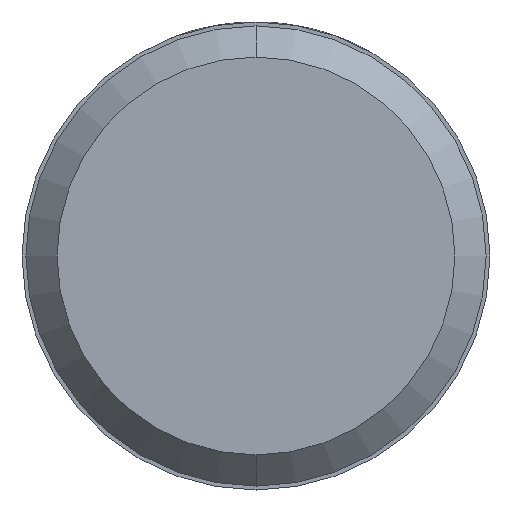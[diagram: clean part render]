
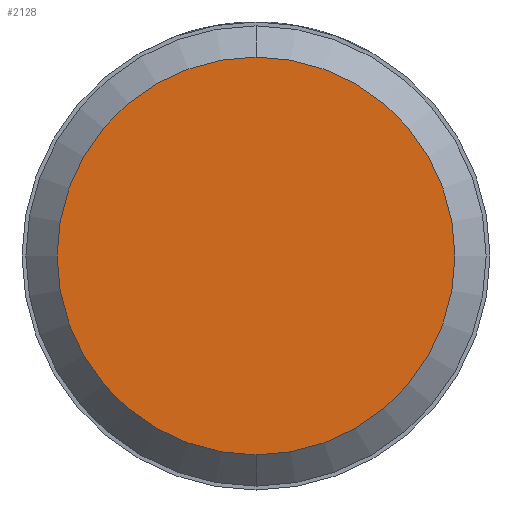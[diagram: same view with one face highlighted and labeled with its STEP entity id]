
A CAD part, front view. The second image highlights one B-rep face of the part: STEP entity #2128.
In plain terms, the highlighted planar face has unit normal (0, -1, 0).
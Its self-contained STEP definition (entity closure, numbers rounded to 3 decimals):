
#280 = CARTESIAN_POINT ( 'NONE',  ( 0., 0., 12.75 ) ) ;
#484 = EDGE_CURVE ( 'NONE', #2451, #2623, #527, .T. ) ;
#496 = DIRECTION ( 'NONE',  ( 0., -1., 0. ) ) ;
#498 = ORIENTED_EDGE ( 'NONE', *, *, #484, .T. ) ;
#508 = DIRECTION ( 'NONE',  ( 0., 0., 1. ) ) ;
#527 = CIRCLE ( 'NONE', #937, 12.75 ) ;
#720 = DIRECTION ( 'NONE',  ( 0., -1., 0. ) ) ;
#741 = ORIENTED_EDGE ( 'NONE', *, *, #1656, .T. ) ;
#773 = EDGE_LOOP ( 'NONE', ( #741, #498 ) ) ;
#845 = PLANE ( 'NONE',  #1143 ) ;
#937 = AXIS2_PLACEMENT_3D ( 'NONE', #1686, #720, #508 ) ;
#1143 = AXIS2_PLACEMENT_3D ( 'NONE', #2417, #2620, #1825 ) ;
#1656 = EDGE_CURVE ( 'NONE', #2623, #2451, #1829, .T. ) ;
#1686 = CARTESIAN_POINT ( 'NONE',  ( 0., 0., 0. ) ) ;
#1696 = DIRECTION ( 'NONE',  ( 0., 0., 1. ) ) ;
#1825 = DIRECTION ( 'NONE',  ( 0., 0., 1. ) ) ;
#1829 = CIRCLE ( 'NONE', #1902, 12.75 ) ;
#1902 = AXIS2_PLACEMENT_3D ( 'NONE', #2508, #496, #1696 ) ;
#2128 = ADVANCED_FACE ( 'NONE', ( #2239 ), #845, .F. ) ;
#2192 = CARTESIAN_POINT ( 'NONE',  ( 0., 0., -12.75 ) ) ;
#2239 = FACE_OUTER_BOUND ( 'NONE', #773, .T. ) ;
#2417 = CARTESIAN_POINT ( 'NONE',  ( 0., 0., 0. ) ) ;
#2451 = VERTEX_POINT ( 'NONE', #2192 ) ;
#2508 = CARTESIAN_POINT ( 'NONE',  ( 0., 0., 0. ) ) ;
#2620 = DIRECTION ( 'NONE',  ( 0., 1., 0. ) ) ;
#2623 = VERTEX_POINT ( 'NONE', #280 ) ;
